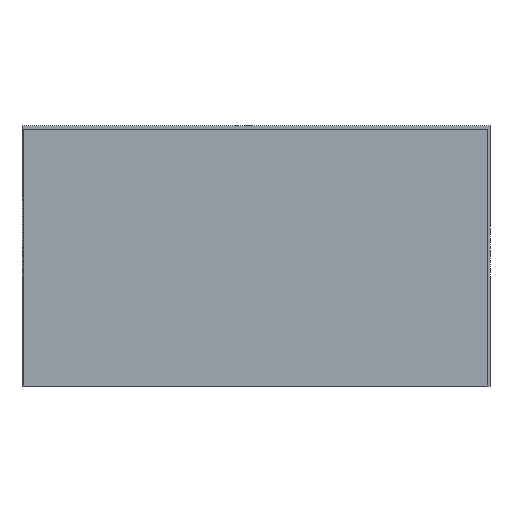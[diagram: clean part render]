
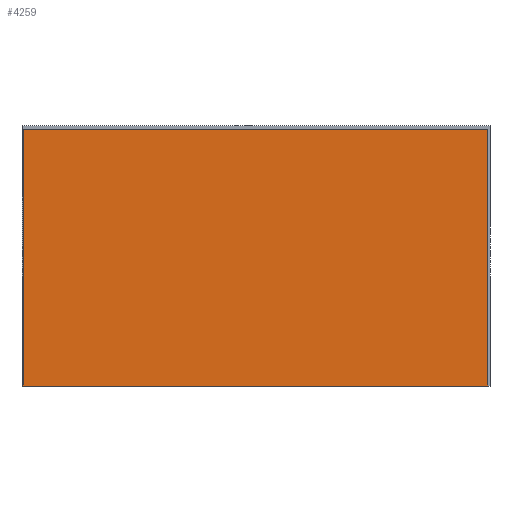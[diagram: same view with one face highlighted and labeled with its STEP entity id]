
A CAD part, front view. The second image highlights one B-rep face of the part: STEP entity #4259.
In plain terms, the highlighted planar face has unit normal (0, -1, 0).
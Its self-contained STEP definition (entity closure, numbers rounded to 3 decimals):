
#21 = DIRECTION ( 'NONE',  ( 0., 0., 1. ) ) ;
#39 = DIRECTION ( 'NONE',  ( 0., 1., 0. ) ) ;
#45 = CARTESIAN_POINT ( 'NONE',  ( 0., 0., 0. ) ) ;
#81 = PLANE ( 'NONE',  #679 ) ;
#86 = FACE_OUTER_BOUND ( 'NONE', #4422, .T. ) ;
#342 = CARTESIAN_POINT ( 'NONE',  ( 1.5, 0., -250. ) ) ;
#391 = DIRECTION ( 'NONE',  ( 0., 0., -1. ) ) ;
#402 = CARTESIAN_POINT ( 'NONE',  ( 448.5, 0., -250. ) ) ;
#423 = LINE ( 'NONE', #402, #4423 ) ;
#545 = VERTEX_POINT ( 'NONE', #342 ) ;
#588 = ORIENTED_EDGE ( 'NONE', *, *, #1485, .F. ) ;
#679 = AXIS2_PLACEMENT_3D ( 'NONE', #45, #39, #21 ) ;
#818 = DIRECTION ( 'NONE',  ( 0., 0., 1. ) ) ;
#838 = CARTESIAN_POINT ( 'NONE',  ( 1.5, 0., -250. ) ) ;
#860 = LINE ( 'NONE', #838, #3034 ) ;
#1124 = VERTEX_POINT ( 'NONE', #1177 ) ;
#1177 = CARTESIAN_POINT ( 'NONE',  ( 448.5, 0., -3. ) ) ;
#1220 = ORIENTED_EDGE ( 'NONE', *, *, #4091, .F. ) ;
#1440 = DIRECTION ( 'NONE',  ( 1., 0., 0. ) ) ;
#1473 = CARTESIAN_POINT ( 'NONE',  ( 1.5, 0., -3. ) ) ;
#1485 = EDGE_CURVE ( 'NONE', #3228, #545, #1495, .T. ) ;
#1495 = LINE ( 'NONE', #3037, #1706 ) ;
#1530 = LINE ( 'NONE', #1473, #3182 ) ;
#1706 = VECTOR ( 'NONE', #2881, 1000. ) ;
#1774 = CARTESIAN_POINT ( 'NONE',  ( 448.5, 0., -250. ) ) ;
#1813 = ORIENTED_EDGE ( 'NONE', *, *, #3932, .F. ) ;
#2174 = ORIENTED_EDGE ( 'NONE', *, *, #2955, .F. ) ;
#2472 = VERTEX_POINT ( 'NONE', #2508 ) ;
#2508 = CARTESIAN_POINT ( 'NONE',  ( 1.5, 0., -3. ) ) ;
#2881 = DIRECTION ( 'NONE',  ( -1., 0., 0. ) ) ;
#2955 = EDGE_CURVE ( 'NONE', #1124, #3228, #423, .T. ) ;
#3034 = VECTOR ( 'NONE', #818, 1000. ) ;
#3037 = CARTESIAN_POINT ( 'NONE',  ( 1.5, 0., -250. ) ) ;
#3182 = VECTOR ( 'NONE', #1440, 1000. ) ;
#3228 = VERTEX_POINT ( 'NONE', #1774 ) ;
#3932 = EDGE_CURVE ( 'NONE', #2472, #1124, #1530, .T. ) ;
#4091 = EDGE_CURVE ( 'NONE', #545, #2472, #860, .T. ) ;
#4259 = ADVANCED_FACE ( 'NONE', ( #86 ), #81, .F. ) ;
#4422 = EDGE_LOOP ( 'NONE', ( #1220, #588, #2174, #1813 ) ) ;
#4423 = VECTOR ( 'NONE', #391, 1000. ) ;
